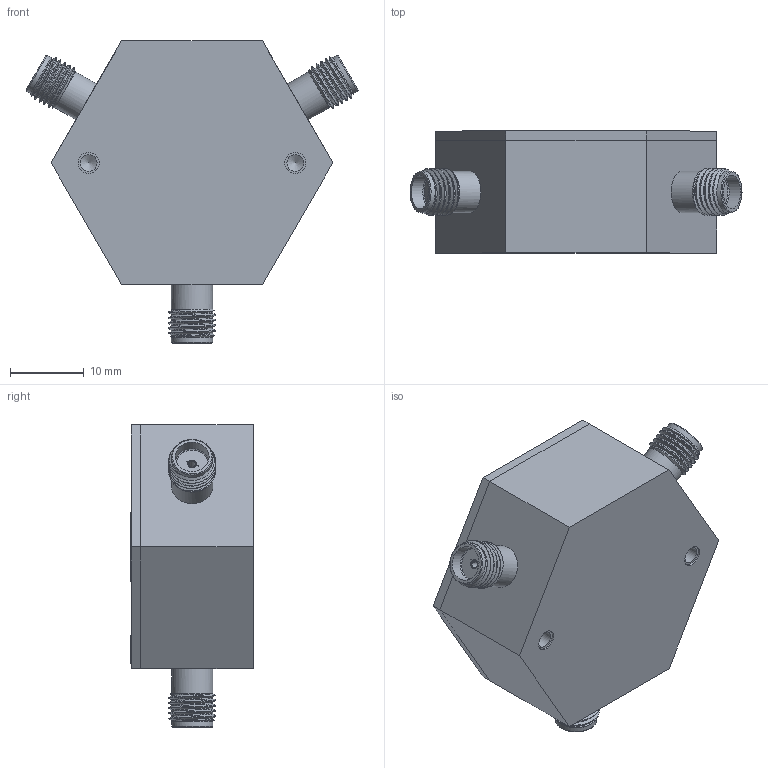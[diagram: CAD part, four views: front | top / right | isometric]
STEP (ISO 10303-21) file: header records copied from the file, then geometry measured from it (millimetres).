
FILE_DESCRIPTION (( 'STEP AP203' ), '1' );
FILE_NAME ('MPR03-2.step', '2020-05-05T16:20:36', ( '' ), ( '' ), 'SwSTEP 2.0', 'SolidWorks 2018', '' );
FILE_SCHEMA (( 'CONFIG_CONTROL_DESIGN' ));
Length unit declared in the file: inch
Products named in the file (1): MPR03-2
Bounding box: 44.91 x 16.56 x 40.87 mm (x, y, z)
Volume: 16031.5 mm3; surface area: 4619.5 mm2
Topology: 1 solids, 1 shells, 892 faces, 2371 edges, 1571 vertices
Faces by surface type: plane 608, bspline 182, cone 71, cylinder 28, torus 3
Full cylindrical faces by diameter (mm): 0.94 x3, 1.194 x3, 2.261 x2, 2.845 x2, 2.921 x6, 4.572 x3, 5.582 x6
Entity records: 39058 total; most frequent: CARTESIAN_POINT 18532, ORIENTED_EDGE 4624, DIRECTION 3357, EDGE_CURVE 2312, VECTOR 1607, LINE 1607, VERTEX_POINT 1551, EDGE_LOOP 1021
